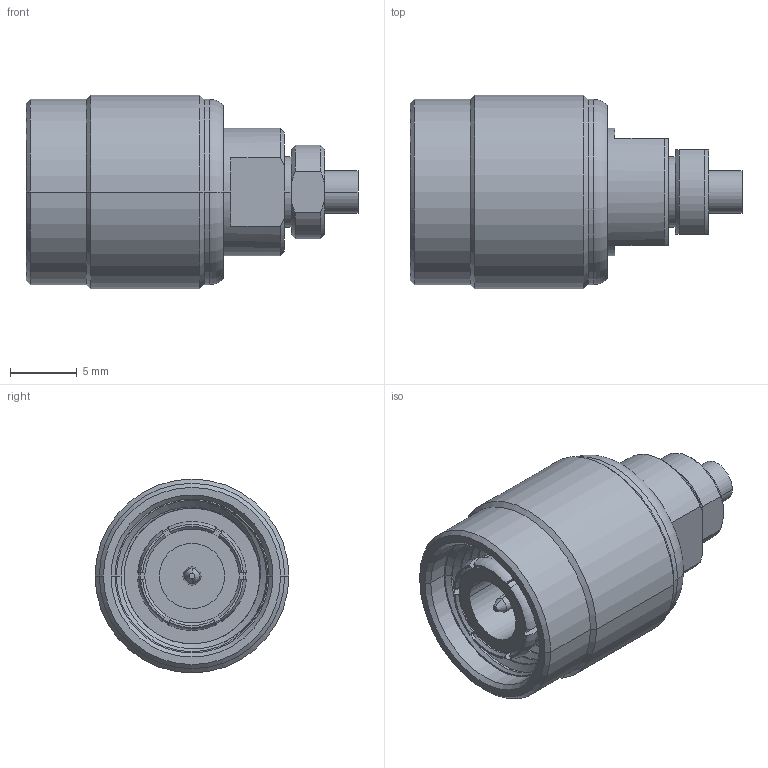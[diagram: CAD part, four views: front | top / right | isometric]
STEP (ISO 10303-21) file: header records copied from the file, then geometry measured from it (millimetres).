
FILE_DESCRIPTION((''),'2;1');
FILE_NAME('122387_SW0001','2020-03-11T',('karthik'),(''),'CREO PARAMETRIC BY PTC INC, 2018360','CREO PARAMETRIC BY PTC INC, 2018360','');
FILE_SCHEMA(('CONFIG_CONTROL_DESIGN'));
Length unit declared in the file: millimetre
Products named in the file (1): 122387_SW0001
Bounding box: 24.8 x 14.48 x 14.48 mm (x, y, z)
Volume: 2054.8 mm3; surface area: 2555.2 mm2
Topology: 1 solids, 1 shells, 179 faces, 448 edges, 284 vertices
Faces by surface type: cylinder 67, plane 53, cone 38, torus 12, bspline 9
Entity records: 9020 total; most frequent: CARTESIAN_POINT 4710, DIRECTION 900, ORIENTED_EDGE 896, EDGE_CURVE 448, AXIS2_PLACEMENT_3D 358, VERTEX_POINT 284, EDGE_LOOP 194, CIRCLE 188
